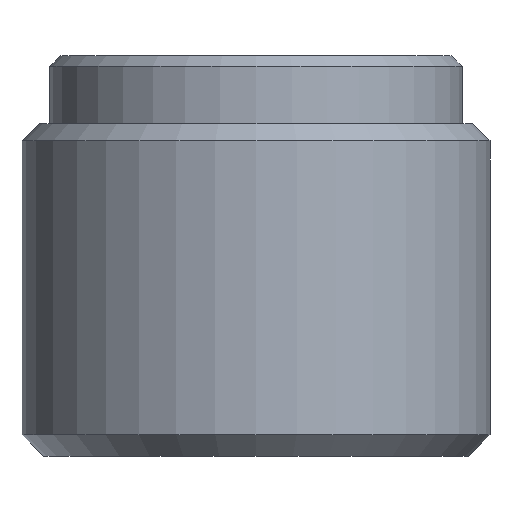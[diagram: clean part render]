
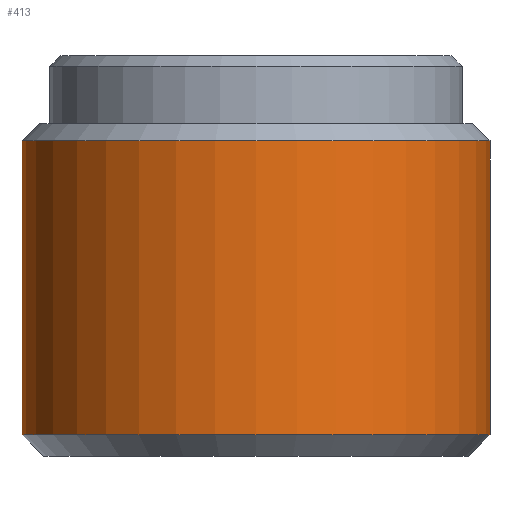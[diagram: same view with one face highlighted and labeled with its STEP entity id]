
A CAD part, front view. The second image highlights one B-rep face of the part: STEP entity #413.
In plain terms, the highlighted cylindrical face has radius 8.572 mm (diameter 17.145 mm), a full revolution.
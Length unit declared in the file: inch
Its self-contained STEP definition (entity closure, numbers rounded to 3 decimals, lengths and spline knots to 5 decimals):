
#16=CYLINDRICAL_SURFACE('',#468,0.3375);
#52=LINE('',#688,#91);
#91=VECTOR('',#566,0.3375);
#115=FACE_OUTER_BOUND('',#141,.T.);
#141=EDGE_LOOP('',(#314,#315,#316,#317,#318));
#162=CIRCLE('',#469,0.3375);
#163=CIRCLE('',#470,0.3375);
#164=CIRCLE('',#471,0.3375);
#195=VERTEX_POINT('',#684);
#196=VERTEX_POINT('',#685);
#197=VERTEX_POINT('',#687);
#238=EDGE_CURVE('',#195,#196,#162,.F.);
#239=EDGE_CURVE('',#196,#197,#52,.T.);
#240=EDGE_CURVE('',#197,#197,#163,.F.);
#241=EDGE_CURVE('',#196,#195,#164,.F.);
#314=ORIENTED_EDGE('',*,*,#238,.T.);
#315=ORIENTED_EDGE('',*,*,#239,.T.);
#316=ORIENTED_EDGE('',*,*,#240,.T.);
#317=ORIENTED_EDGE('',*,*,#239,.F.);
#318=ORIENTED_EDGE('',*,*,#241,.T.);
#413=ADVANCED_FACE('',(#115),#16,.T.);
#468=AXIS2_PLACEMENT_3D('',#683,#562,#563);
#469=AXIS2_PLACEMENT_3D('',#686,#564,#565);
#470=AXIS2_PLACEMENT_3D('',#689,#567,#568);
#471=AXIS2_PLACEMENT_3D('',#690,#569,#570);
#562=DIRECTION('center_axis',(0.,0.,1.));
#563=DIRECTION('ref_axis',(1.,0.,0.));
#564=DIRECTION('center_axis',(0.,0.,1.));
#565=DIRECTION('ref_axis',(1.,0.,0.));
#566=DIRECTION('',(0.,0.,-1.));
#567=DIRECTION('center_axis',(0.,0.,-1.));
#568=DIRECTION('ref_axis',(-1.,0.,0.));
#569=DIRECTION('center_axis',(0.,0.,1.));
#570=DIRECTION('ref_axis',(1.,0.,0.));
#683=CARTESIAN_POINT('Origin',(0.,0.,0.));
#684=CARTESIAN_POINT('',(0.3375,0.,0.455));
#685=CARTESIAN_POINT('',(-0.3375,0.,0.455));
#686=CARTESIAN_POINT('Origin',(0.,0.,0.455));
#687=CARTESIAN_POINT('',(-0.3375,0.,0.03125));
#688=CARTESIAN_POINT('',(-0.3375,0.,0.));
#689=CARTESIAN_POINT('Origin',(0.,0.,0.03125));
#690=CARTESIAN_POINT('Origin',(0.,0.,0.455));
